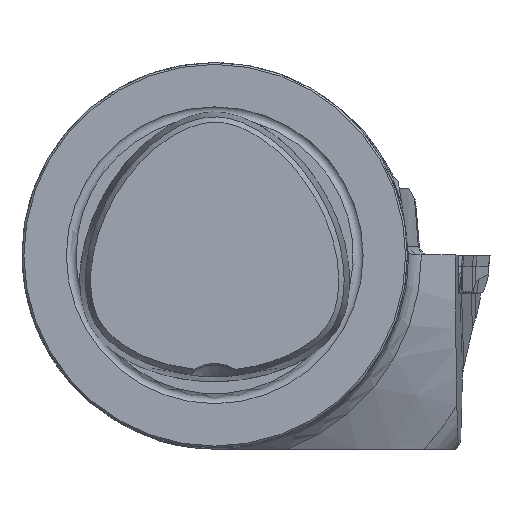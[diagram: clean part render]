
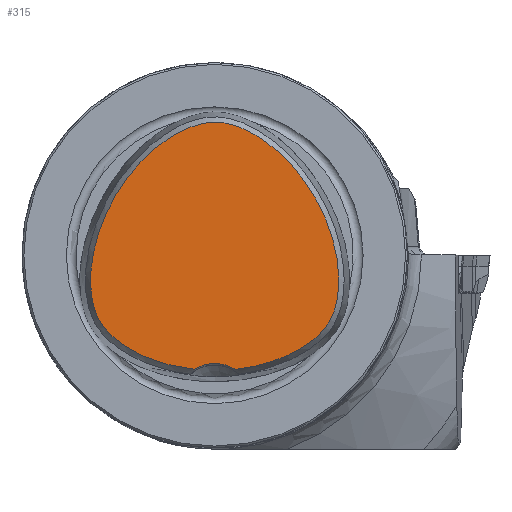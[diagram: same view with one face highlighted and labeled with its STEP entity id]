
A CAD part, top view. The second image highlights one B-rep face of the part: STEP entity #315.
In plain terms, the highlighted planar face has unit normal (0, 0, 1).
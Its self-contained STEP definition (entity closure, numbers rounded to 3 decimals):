
#242=CIRCLE('',#2998,6.25);
#315=ADVANCED_FACE('CU_E_LO_SU_2',(#531),#461,.T.);
#461=PLANE('',#2999);
#531=FACE_OUTER_BOUND('',#685,.T.);
#685=EDGE_LOOP('',(#1149,#1150));
#893=B_SPLINE_CURVE_WITH_KNOTS('',3,(#4432,#4433,#4434,#4435,#4436,#4437,
#4438,#4439,#4440,#4441,#4442,#4443,#4444,#4445,#4446,#4447,#4448,#4449,
#4450,#4451,#4452,#4453,#4454,#4455,#4456,#4457,#4458,#4459,#4460,#4461,
#4462,#4463,#4464,#4465,#4466,#4467,#4468,#4469,#4470,#4471,#4472,#4473,
#4474,#4475,#4476,#4477,#4478,#4479,#4480,#4481,#4482,#4483,#4484,#4485,
#4486,#4487,#4488,#4489,#4490,#4491,#4492,#4493,#4494,#4495,#4496,#4497,
#4498,#4499,#4500,#4501,#4502),.UNSPECIFIED.,.T.,.F.,(1,1,2,1,1,1,1,1,1,
1,1,1,1,1,1,1,1,1,1,1,1,1,1,1,1,1,1,1,1,1,1,1,1,1,1,1,1,1,1,1,1,1,1,1,1,
1,1,1,1,1,1,1,1,1,1,1,1,1,1,1,1,1,1,1,1,1,1,1,1,1,2,1,1),(-0.031,-0.016,
0.,0.016,0.031,0.063,0.078,0.094,0.109,0.125,0.133,0.141,
0.148,0.156,0.164,0.172,0.18,0.188,0.195,0.203,
0.219,0.234,0.25,0.266,0.281,0.313,0.344,0.359,0.375,0.406,
0.422,0.438,0.453,0.469,0.484,0.492,0.5,0.508,0.516,
0.531,0.547,0.563,0.578,0.594,0.625,0.641,0.656,0.688,
0.719,0.734,0.75,0.766,0.781,0.797,0.805,0.813,0.82,
0.828,0.836,0.844,0.852,0.859,0.867,0.875,0.891,
0.906,0.922,0.938,0.969,0.984,1.,1.016,1.031),
 .UNSPECIFIED.);
#1149=ORIENTED_EDGE('',*,*,#2249,.F.);
#1150=ORIENTED_EDGE('',*,*,#2251,.T.);
#1953=VERTEX_POINT('',#4431);
#1954=VERTEX_POINT('',#4503);
#2249=EDGE_CURVE('',#1953,#1954,#893,.T.);
#2251=EDGE_CURVE('',#1953,#1954,#242,.T.);
#2998=AXIS2_PLACEMENT_3D('',#4721,#3285,#3286);
#2999=AXIS2_PLACEMENT_3D('',#4722,#3287,#3288);
#3285=DIRECTION('',(0.,0.,-1.));
#3286=DIRECTION('',(-1.,0.,0.));
#3287=DIRECTION('',(0.,0.,1.));
#3288=DIRECTION('',(-1.,0.,0.));
#4431=CARTESIAN_POINT('',(-3.336,-18.715,38.));
#4432=CARTESIAN_POINT('',(0.692,-18.892,38.));
#4433=CARTESIAN_POINT('',(-0.692,-18.892,38.));
#4434=CARTESIAN_POINT('',(-2.048,-18.848,38.));
#4435=CARTESIAN_POINT('',(-4.776,-18.58,38.));
#4436=CARTESIAN_POINT('',(-7.432,-18.048,38.));
#4437=CARTESIAN_POINT('',(-10.028,-17.228,38.));
#4438=CARTESIAN_POINT('',(-11.903,-16.471,38.));
#4439=CARTESIAN_POINT('',(-13.693,-15.564,38.));
#4440=CARTESIAN_POINT('',(-15.082,-14.681,38.));
#4441=CARTESIAN_POINT('',(-16.125,-13.885,38.));
#4442=CARTESIAN_POINT('',(-16.853,-13.252,38.));
#4443=CARTESIAN_POINT('',(-17.521,-12.579,38.));
#4444=CARTESIAN_POINT('',(-18.121,-11.867,38.));
#4445=CARTESIAN_POINT('',(-18.644,-11.115,38.));
#4446=CARTESIAN_POINT('',(-19.086,-10.318,38.));
#4447=CARTESIAN_POINT('',(-19.451,-9.473,38.));
#4448=CARTESIAN_POINT('',(-19.745,-8.583,38.));
#4449=CARTESIAN_POINT('',(-19.971,-7.656,38.));
#4450=CARTESIAN_POINT('',(-20.192,-6.373,38.));
#4451=CARTESIAN_POINT('',(-20.319,-4.741,38.));
#4452=CARTESIAN_POINT('',(-20.272,-2.742,38.));
#4453=CARTESIAN_POINT('',(-20.046,-0.737,38.));
#4454=CARTESIAN_POINT('',(-19.658,1.256,38.));
#4455=CARTESIAN_POINT('',(-18.94,3.888,38.));
#4456=CARTESIAN_POINT('',(-17.704,7.063,38.));
#4457=CARTESIAN_POINT('',(-16.063,10.054,38.));
#4458=CARTESIAN_POINT('',(-14.516,12.317,38.));
#4459=CARTESIAN_POINT('',(-12.825,14.47,38.));
#4460=CARTESIAN_POINT('',(-10.947,16.416,38.));
#4461=CARTESIAN_POINT('',(-8.854,18.144,38.));
#4462=CARTESIAN_POINT('',(-7.201,19.293,38.));
#4463=CARTESIAN_POINT('',(-5.468,20.274,38.));
#4464=CARTESIAN_POINT('',(-3.67,21.05,38.));
#4465=CARTESIAN_POINT('',(-2.148,21.48,38.));
#4466=CARTESIAN_POINT('',(-0.912,21.662,38.));
#4467=CARTESIAN_POINT('',(0.,21.708,38.));
#4468=CARTESIAN_POINT('',(0.912,21.662,38.));
#4469=CARTESIAN_POINT('',(2.148,21.48,38.));
#4470=CARTESIAN_POINT('',(3.67,21.05,38.));
#4471=CARTESIAN_POINT('',(5.468,20.274,38.));
#4472=CARTESIAN_POINT('',(7.201,19.293,38.));
#4473=CARTESIAN_POINT('',(8.854,18.144,38.));
#4474=CARTESIAN_POINT('',(10.947,16.416,38.));
#4475=CARTESIAN_POINT('',(12.825,14.47,38.));
#4476=CARTESIAN_POINT('',(14.516,12.317,38.));
#4477=CARTESIAN_POINT('',(16.063,10.054,38.));
#4478=CARTESIAN_POINT('',(17.704,7.063,38.));
#4479=CARTESIAN_POINT('',(18.94,3.888,38.));
#4480=CARTESIAN_POINT('',(19.658,1.256,38.));
#4481=CARTESIAN_POINT('',(20.046,-0.737,38.));
#4482=CARTESIAN_POINT('',(20.272,-2.742,38.));
#4483=CARTESIAN_POINT('',(20.319,-4.741,38.));
#4484=CARTESIAN_POINT('',(20.192,-6.373,38.));
#4485=CARTESIAN_POINT('',(19.971,-7.656,38.));
#4486=CARTESIAN_POINT('',(19.745,-8.583,38.));
#4487=CARTESIAN_POINT('',(19.451,-9.473,38.));
#4488=CARTESIAN_POINT('',(19.086,-10.318,38.));
#4489=CARTESIAN_POINT('',(18.644,-11.115,38.));
#4490=CARTESIAN_POINT('',(18.121,-11.867,38.));
#4491=CARTESIAN_POINT('',(17.521,-12.579,38.));
#4492=CARTESIAN_POINT('',(16.853,-13.252,38.));
#4493=CARTESIAN_POINT('',(16.125,-13.885,38.));
#4494=CARTESIAN_POINT('',(15.082,-14.681,38.));
#4495=CARTESIAN_POINT('',(13.693,-15.564,38.));
#4496=CARTESIAN_POINT('',(11.903,-16.471,38.));
#4497=CARTESIAN_POINT('',(10.028,-17.228,38.));
#4498=CARTESIAN_POINT('',(7.432,-18.048,38.));
#4499=CARTESIAN_POINT('',(4.776,-18.58,38.));
#4500=CARTESIAN_POINT('',(2.048,-18.848,38.));
#4501=CARTESIAN_POINT('',(0.692,-18.892,38.));
#4502=CARTESIAN_POINT('',(-0.692,-18.892,38.));
#4503=CARTESIAN_POINT('',(3.336,-18.715,38.));
#4721=CARTESIAN_POINT('',(0.,-24.,38.));
#4722=CARTESIAN_POINT('',(0.,0.,38.));
